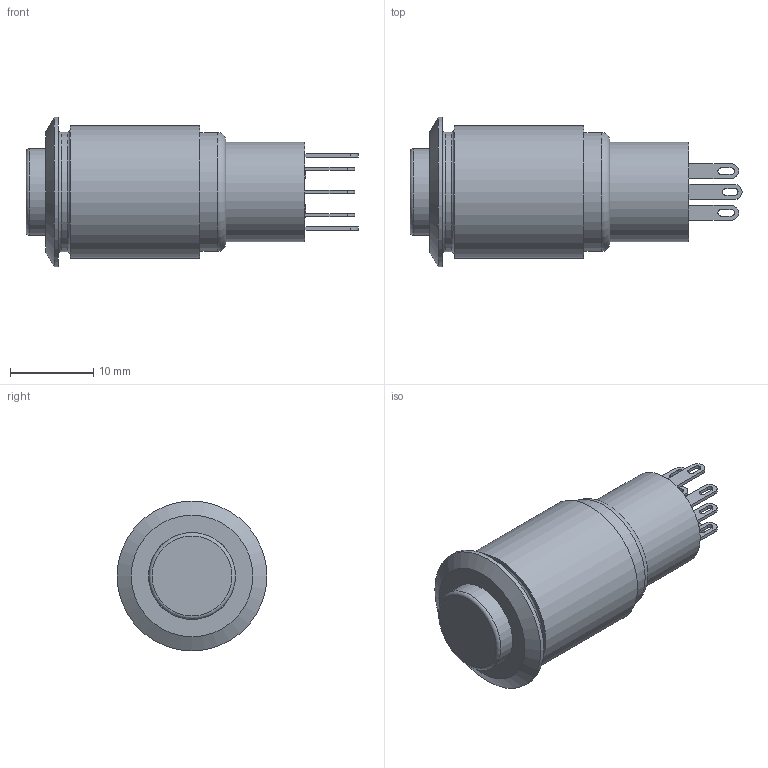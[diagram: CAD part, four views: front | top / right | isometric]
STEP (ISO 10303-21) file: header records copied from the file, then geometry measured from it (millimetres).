
FILE_DESCRIPTION((' '),'2;1');
FILE_NAME('PV3WH2H0xx-3xx.stp','2017-08-01T08:56:45',(' '),(' '),' ','ACIS',' ');
FILE_SCHEMA(('CONFIG_CONTROL_DESIGN'));
Length unit declared in the file: inch
Products named in the file (3): PV3WH2H0xx-3xx.stp; Body1; Body2
Assembly tree (2 placements, depth 2):
  PV3WH2H0xx-3xx.stp
    Body1
    Body2
Bounding box: 39.9 x 18 x 18 mm (x, y, z)
Volume: 4279 mm3; surface area: 3345.3 mm2
Topology: 2 solids, 2 shells, 123 faces, 303 edges, 202 vertices
Faces by surface type: plane 82, cylinder 36, torus 4, cone 1
Full cylindrical faces by diameter (mm): 10.4 x1, 10.45 x1, 11.8 x1, 12 x1, 14.3 x1, 14.37 x1, 15.9 x1, 18 x1
Entity records: 3948 total; most frequent: DIRECTION 618, CARTESIAN_POINT 610, ORIENTED_EDGE 570, EDGE_CURVE 285, VECTOR 208, LINE 208, AXIS2_PLACEMENT_3D 205, VERTEX_POINT 197
